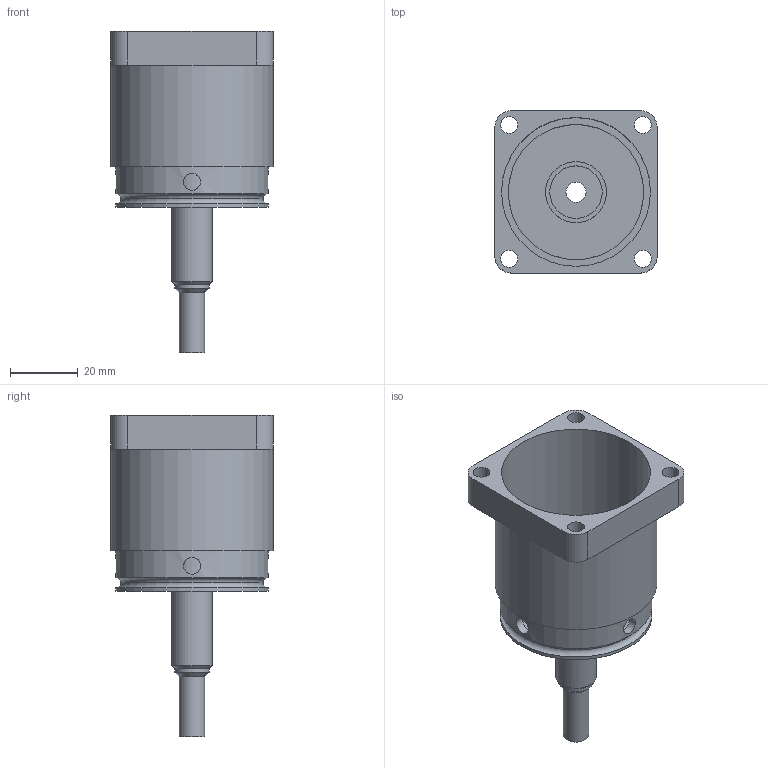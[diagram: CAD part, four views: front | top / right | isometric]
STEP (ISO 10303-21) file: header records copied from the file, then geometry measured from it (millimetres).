
FILE_DESCRIPTION(('FreeCAD Model'),'2;1');
FILE_NAME('Open CASCADE Shape Model','2025-08-15T15:32:18',(''),(''), 'Open CASCADE STEP processor 7.8','FreeCAD','Unknown');
FILE_SCHEMA(('AUTOMOTIVE_DESIGN { 1 0 10303 214 1 1 1 1 }'));
Length unit declared in the file: millimetre
Products named in the file (1): КорпДвигло001
Bounding box: 48 x 48 x 95 mm (x, y, z)
Volume: 25811 mm3; surface area: 23270.9 mm2
Topology: 1 solids, 1 shells, 50 faces, 109 edges, 69 vertices
Faces by surface type: cylinder 25, plane 20, cone 3, torus 2
Full cylindrical faces by diameter (mm): 5 x8, 6 x2, 7.5 x1, 10 x1, 10.1 x1, 12 x1, 15.5 x1, 18 x1, 40 x1, 44 x1, 45 x2, 48 x1
Entity records: 1813 total; most frequent: CARTESIAN_POINT 650, DIRECTION 241, ORIENTED_EDGE 218, EDGE_CURVE 109, AXIS2_PLACEMENT_3D 102, FACE_BOUND 76, EDGE_LOOP 76, VERTEX_POINT 69
